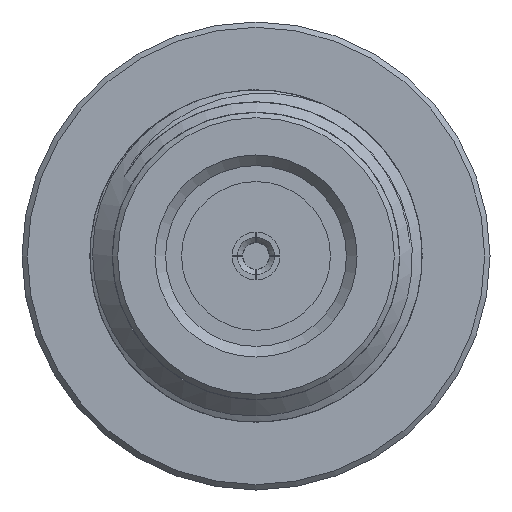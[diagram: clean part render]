
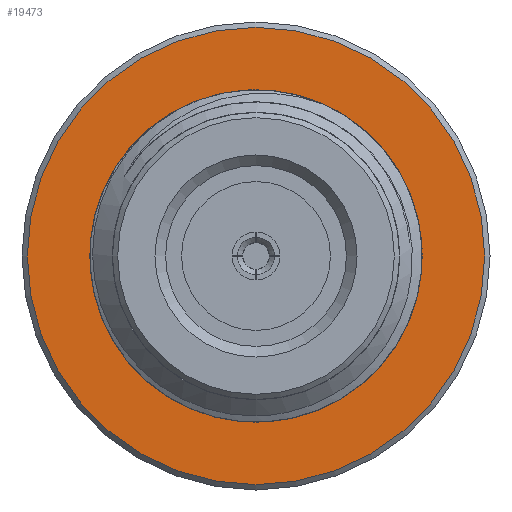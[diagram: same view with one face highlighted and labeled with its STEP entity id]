
A CAD part, left-side view. The second image highlights one B-rep face of the part: STEP entity #19473.
In plain terms, the highlighted planar face has unit normal (-1, 0, 0).
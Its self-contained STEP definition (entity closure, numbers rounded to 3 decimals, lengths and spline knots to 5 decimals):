
#3955 = CARTESIAN_POINT ( 'NONE',  ( 0.62, 0., -0.3125 ) ) ;
#7615 = CARTESIAN_POINT ( 'NONE',  ( 0.62, 0., 0. ) ) ;
#9749 = AXIS2_PLACEMENT_3D ( 'NONE', #23155, #23385, #10185 ) ;
#10185 = DIRECTION ( 'NONE',  ( 0., 0., -1. ) ) ;
#10356 = DIRECTION ( 'NONE',  ( 0., 0., -1. ) ) ;
#11189 = VERTEX_POINT ( 'NONE', #3955 ) ;
#11980 = PLANE ( 'NONE',  #26518 ) ;
#12646 = DIRECTION ( 'NONE',  ( -1., 0., 0. ) ) ;
#13359 = AXIS2_PLACEMENT_3D ( 'NONE', #7615, #12646, #10356 ) ;
#16944 = CARTESIAN_POINT ( 'NONE',  ( 0.62, 0., -0.43 ) ) ;
#17457 = DIRECTION ( 'NONE',  ( 1., 0., 0. ) ) ;
#18538 = FACE_OUTER_BOUND ( 'NONE', #31557, .T. ) ;
#18936 = VERTEX_POINT ( 'NONE', #16944 ) ;
#19473 = ADVANCED_FACE ( 'NONE', ( #27910, #18538 ), #11980, .F. ) ;
#20998 = ORIENTED_EDGE ( 'NONE', *, *, #23921, .F. ) ;
#22214 = CARTESIAN_POINT ( 'NONE',  ( 0.62, 0., 0. ) ) ;
#23155 = CARTESIAN_POINT ( 'NONE',  ( 0.62, 0., 0. ) ) ;
#23385 = DIRECTION ( 'NONE',  ( -1., 0., 0. ) ) ;
#23921 = EDGE_CURVE ( 'NONE', #11189, #11189, #33288, .T. ) ;
#24352 = CIRCLE ( 'NONE', #13359, 0.43 ) ;
#24774 = ORIENTED_EDGE ( 'NONE', *, *, #33151, .T. ) ;
#25065 = DIRECTION ( 'NONE',  ( 0., 0., -1. ) ) ;
#25171 = EDGE_LOOP ( 'NONE', ( #20998 ) ) ;
#26518 = AXIS2_PLACEMENT_3D ( 'NONE', #22214, #17457, #25065 ) ;
#27910 = FACE_BOUND ( 'NONE', #25171, .T. ) ;
#31557 = EDGE_LOOP ( 'NONE', ( #24774 ) ) ;
#33151 = EDGE_CURVE ( 'NONE', #18936, #18936, #24352, .T. ) ;
#33288 = CIRCLE ( 'NONE', #9749, 0.3125 ) ;
